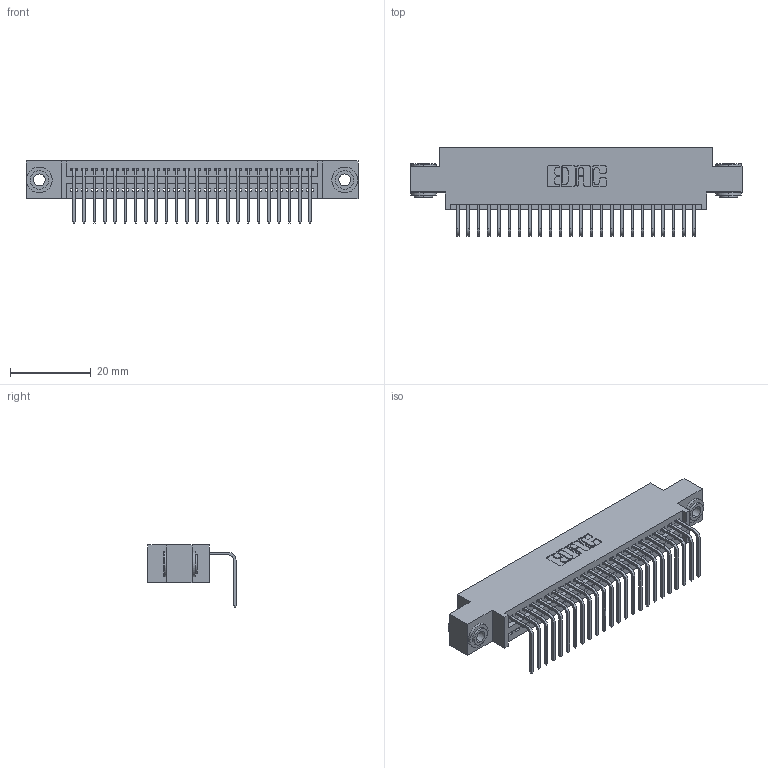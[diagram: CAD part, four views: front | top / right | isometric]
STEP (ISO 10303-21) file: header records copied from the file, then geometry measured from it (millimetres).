
FILE_DESCRIPTION (( 'STEP AP203' ), '1' );
FILE_NAME ('345-024-558-603.STEP', '2019-10-10T13:20:56', ( '' ), ( '' ), 'SwSTEP 2.0', 'SolidWorks 2016', '' );
FILE_SCHEMA (( 'CONFIG_CONTROL_DESIGN' ));
Length unit declared in the file: inch
Products named in the file (4): 345 Part_0.170 Offset - 0.156 Dia-TH; 345-292-001_558 Tail - 2; 345-250-002_345-250-002-102; 345-024-558-603
Assembly tree (27 placements, depth 2):
  345-024-558-603
    345 Part_0.170 Offset - 0.156 Dia-TH
    345-292-001_558 Tail - 2  x24
    345-250-002_345-250-002-102  x2
Bounding box: 82.17 x 21.83 x 15.37 mm (x, y, z)
Volume: 7643 mm3; surface area: 10723.1 mm2
Topology: 27 solids, 27 shells, 1608 faces, 4797 edges, 3162 vertices
Faces by surface type: plane 1102, cylinder 498, cone 8
Entity records: 21352 total; most frequent: CARTESIAN_POINT 3679, ORIENTED_EDGE 3630, DIRECTION 3269, EDGE_CURVE 1815, VECTOR 1563, LINE 1563, VERTEX_POINT 1206, AXIS2_PLACEMENT_3D 853
